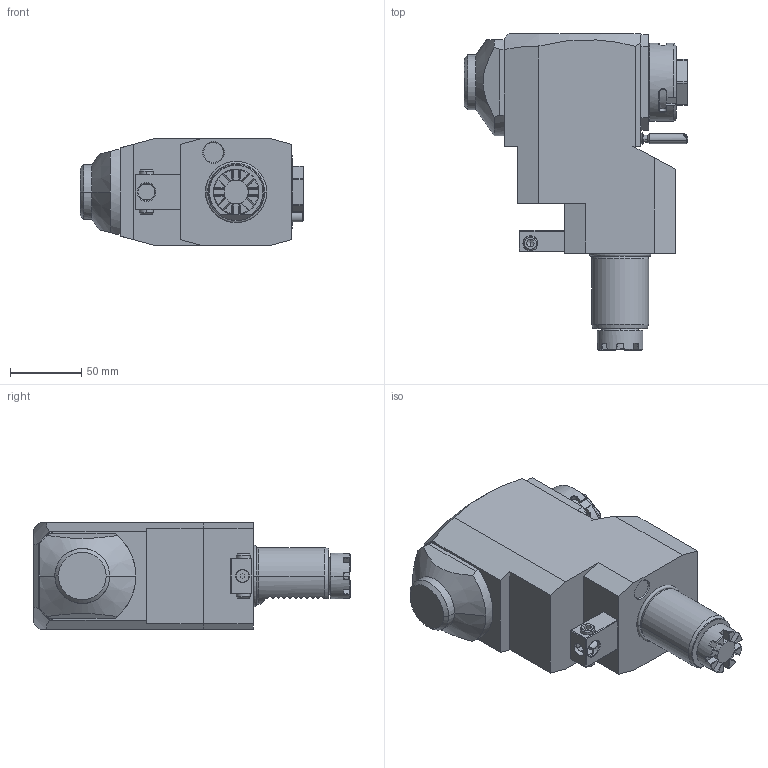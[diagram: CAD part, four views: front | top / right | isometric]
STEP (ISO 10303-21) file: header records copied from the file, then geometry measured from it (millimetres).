
FILE_DESCRIPTION((''),'2;1');
FILE_NAME('NGT1_40_445_32_3_1_120T','2024-10-29T',('vali'),('NOVA GRUP'),'PRO/ENGINEER BY PARAMETRIC TECHNOLOGY CORPORATION, 2010280','PRO/ENGINEER BY PARAMETRIC TECHNOLOGY CORPORATION, 2010280','');
FILE_SCHEMA(('CONFIG_CONTROL_DESIGN'));
Length unit declared in the file: millimetre
Products named in the file (1): NGT1_40_445_32_3_1_120T
Bounding box: 157 x 222 x 75 mm (x, y, z)
Volume: 1282984.2 mm3; surface area: 91332.9 mm2
Topology: 1 solids, 1 shells, 415 faces, 1141 edges, 742 vertices
Faces by surface type: plane 231, cone 81, cylinder 74, bspline 22, torus 5, sphere 2
Entity records: 16210 total; most frequent: CARTESIAN_POINT 6166, ORIENTED_EDGE 2274, DIRECTION 1814, EDGE_CURVE 1137, VERTEX_POINT 742, AXIS2_PLACEMENT_3D 624, VECTOR 566, LINE 566
